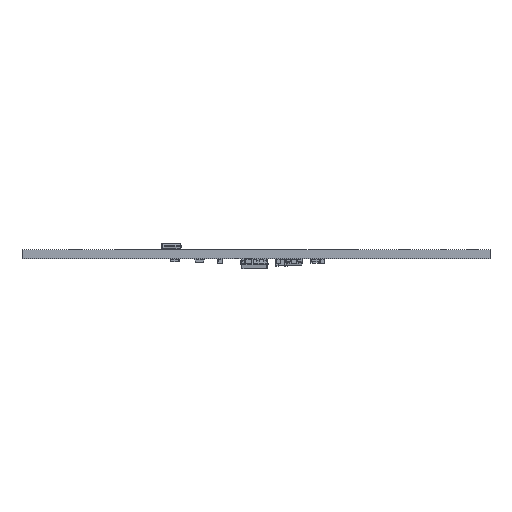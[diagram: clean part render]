
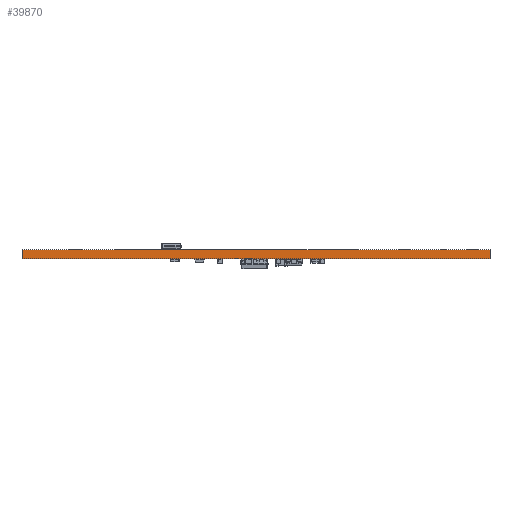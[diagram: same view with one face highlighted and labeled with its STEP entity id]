
A CAD part, front view. The second image highlights one B-rep face of the part: STEP entity #39870.
In plain terms, the highlighted planar face has unit normal (0, -1, 0).
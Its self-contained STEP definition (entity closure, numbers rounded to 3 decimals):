
#39870 = ADVANCED_FACE('',(#39871),#39885,.F.);
#39871 = FACE_BOUND('',#39872,.F.);
#39872 = EDGE_LOOP('',(#39873,#39908,#39936,#39964));
#39873 = ORIENTED_EDGE('',*,*,#39874,.T.);
#39874 = EDGE_CURVE('',#39875,#39877,#39879,.T.);
#39875 = VERTEX_POINT('',#39876);
#39876 = CARTESIAN_POINT('',(-41.4,-50.,0.));
#39877 = VERTEX_POINT('',#39878);
#39878 = CARTESIAN_POINT('',(-41.4,-50.,1.6));
#39879 = SURFACE_CURVE('',#39880,(#39884,#39896),.PCURVE_S1.);
#39880 = LINE('',#39881,#39882);
#39881 = CARTESIAN_POINT('',(-41.4,-50.,0.));
#39882 = VECTOR('',#39883,1.);
#39883 = DIRECTION('',(0.,0.,1.));
#39884 = PCURVE('',#39885,#39890);
#39885 = PLANE('',#39886);
#39886 = AXIS2_PLACEMENT_3D('',#39887,#39888,#39889);
#39887 = CARTESIAN_POINT('',(-41.4,-50.,0.));
#39888 = DIRECTION('',(0.,1.,0.));
#39889 = DIRECTION('',(1.,0.,0.));
#39890 = DEFINITIONAL_REPRESENTATION('',(#39891),#39895);
#39891 = LINE('',#39892,#39893);
#39892 = CARTESIAN_POINT('',(0.,0.));
#39893 = VECTOR('',#39894,1.);
#39894 = DIRECTION('',(0.,-1.));
#39895 = ( GEOMETRIC_REPRESENTATION_CONTEXT(2) 
PARAMETRIC_REPRESENTATION_CONTEXT() REPRESENTATION_CONTEXT('2D SPACE',''
  ) );
#39896 = PCURVE('',#39897,#39902);
#39897 = PLANE('',#39898);
#39898 = AXIS2_PLACEMENT_3D('',#39899,#39900,#39901);
#39899 = CARTESIAN_POINT('',(-41.4,50.,0.));
#39900 = DIRECTION('',(1.,0.,-0.));
#39901 = DIRECTION('',(0.,-1.,0.));
#39902 = DEFINITIONAL_REPRESENTATION('',(#39903),#39907);
#39903 = LINE('',#39904,#39905);
#39904 = CARTESIAN_POINT('',(100.,0.));
#39905 = VECTOR('',#39906,1.);
#39906 = DIRECTION('',(0.,-1.));
#39907 = ( GEOMETRIC_REPRESENTATION_CONTEXT(2) 
PARAMETRIC_REPRESENTATION_CONTEXT() REPRESENTATION_CONTEXT('2D SPACE',''
  ) );
#39908 = ORIENTED_EDGE('',*,*,#39909,.T.);
#39909 = EDGE_CURVE('',#39877,#39910,#39912,.T.);
#39910 = VERTEX_POINT('',#39911);
#39911 = CARTESIAN_POINT('',(41.4,-50.,1.6));
#39912 = SURFACE_CURVE('',#39913,(#39917,#39924),.PCURVE_S1.);
#39913 = LINE('',#39914,#39915);
#39914 = CARTESIAN_POINT('',(-41.4,-50.,1.6));
#39915 = VECTOR('',#39916,1.);
#39916 = DIRECTION('',(1.,0.,0.));
#39917 = PCURVE('',#39885,#39918);
#39918 = DEFINITIONAL_REPRESENTATION('',(#39919),#39923);
#39919 = LINE('',#39920,#39921);
#39920 = CARTESIAN_POINT('',(0.,-1.6));
#39921 = VECTOR('',#39922,1.);
#39922 = DIRECTION('',(1.,0.));
#39923 = ( GEOMETRIC_REPRESENTATION_CONTEXT(2) 
PARAMETRIC_REPRESENTATION_CONTEXT() REPRESENTATION_CONTEXT('2D SPACE',''
  ) );
#39924 = PCURVE('',#39925,#39930);
#39925 = PLANE('',#39926);
#39926 = AXIS2_PLACEMENT_3D('',#39927,#39928,#39929);
#39927 = CARTESIAN_POINT('',(0.,0.,1.6));
#39928 = DIRECTION('',(0.,0.,1.));
#39929 = DIRECTION('',(1.,0.,-0.));
#39930 = DEFINITIONAL_REPRESENTATION('',(#39931),#39935);
#39931 = LINE('',#39932,#39933);
#39932 = CARTESIAN_POINT('',(-41.4,-50.));
#39933 = VECTOR('',#39934,1.);
#39934 = DIRECTION('',(1.,0.));
#39935 = ( GEOMETRIC_REPRESENTATION_CONTEXT(2) 
PARAMETRIC_REPRESENTATION_CONTEXT() REPRESENTATION_CONTEXT('2D SPACE',''
  ) );
#39936 = ORIENTED_EDGE('',*,*,#39937,.F.);
#39937 = EDGE_CURVE('',#39938,#39910,#39940,.T.);
#39938 = VERTEX_POINT('',#39939);
#39939 = CARTESIAN_POINT('',(41.4,-50.,0.));
#39940 = SURFACE_CURVE('',#39941,(#39945,#39952),.PCURVE_S1.);
#39941 = LINE('',#39942,#39943);
#39942 = CARTESIAN_POINT('',(41.4,-50.,0.));
#39943 = VECTOR('',#39944,1.);
#39944 = DIRECTION('',(0.,0.,1.));
#39945 = PCURVE('',#39885,#39946);
#39946 = DEFINITIONAL_REPRESENTATION('',(#39947),#39951);
#39947 = LINE('',#39948,#39949);
#39948 = CARTESIAN_POINT('',(82.8,0.));
#39949 = VECTOR('',#39950,1.);
#39950 = DIRECTION('',(0.,-1.));
#39951 = ( GEOMETRIC_REPRESENTATION_CONTEXT(2) 
PARAMETRIC_REPRESENTATION_CONTEXT() REPRESENTATION_CONTEXT('2D SPACE',''
  ) );
#39952 = PCURVE('',#39953,#39958);
#39953 = PLANE('',#39954);
#39954 = AXIS2_PLACEMENT_3D('',#39955,#39956,#39957);
#39955 = CARTESIAN_POINT('',(41.4,-50.,0.));
#39956 = DIRECTION('',(-1.,0.,0.));
#39957 = DIRECTION('',(0.,1.,0.));
#39958 = DEFINITIONAL_REPRESENTATION('',(#39959),#39963);
#39959 = LINE('',#39960,#39961);
#39960 = CARTESIAN_POINT('',(0.,0.));
#39961 = VECTOR('',#39962,1.);
#39962 = DIRECTION('',(0.,-1.));
#39963 = ( GEOMETRIC_REPRESENTATION_CONTEXT(2) 
PARAMETRIC_REPRESENTATION_CONTEXT() REPRESENTATION_CONTEXT('2D SPACE',''
  ) );
#39964 = ORIENTED_EDGE('',*,*,#39965,.F.);
#39965 = EDGE_CURVE('',#39875,#39938,#39966,.T.);
#39966 = SURFACE_CURVE('',#39967,(#39971,#39978),.PCURVE_S1.);
#39967 = LINE('',#39968,#39969);
#39968 = CARTESIAN_POINT('',(-41.4,-50.,0.));
#39969 = VECTOR('',#39970,1.);
#39970 = DIRECTION('',(1.,0.,0.));
#39971 = PCURVE('',#39885,#39972);
#39972 = DEFINITIONAL_REPRESENTATION('',(#39973),#39977);
#39973 = LINE('',#39974,#39975);
#39974 = CARTESIAN_POINT('',(0.,0.));
#39975 = VECTOR('',#39976,1.);
#39976 = DIRECTION('',(1.,0.));
#39977 = ( GEOMETRIC_REPRESENTATION_CONTEXT(2) 
PARAMETRIC_REPRESENTATION_CONTEXT() REPRESENTATION_CONTEXT('2D SPACE',''
  ) );
#39978 = PCURVE('',#39979,#39984);
#39979 = PLANE('',#39980);
#39980 = AXIS2_PLACEMENT_3D('',#39981,#39982,#39983);
#39981 = CARTESIAN_POINT('',(0.,0.,0.));
#39982 = DIRECTION('',(0.,0.,1.));
#39983 = DIRECTION('',(1.,0.,-0.));
#39984 = DEFINITIONAL_REPRESENTATION('',(#39985),#39989);
#39985 = LINE('',#39986,#39987);
#39986 = CARTESIAN_POINT('',(-41.4,-50.));
#39987 = VECTOR('',#39988,1.);
#39988 = DIRECTION('',(1.,0.));
#39989 = ( GEOMETRIC_REPRESENTATION_CONTEXT(2) 
PARAMETRIC_REPRESENTATION_CONTEXT() REPRESENTATION_CONTEXT('2D SPACE',''
  ) );
